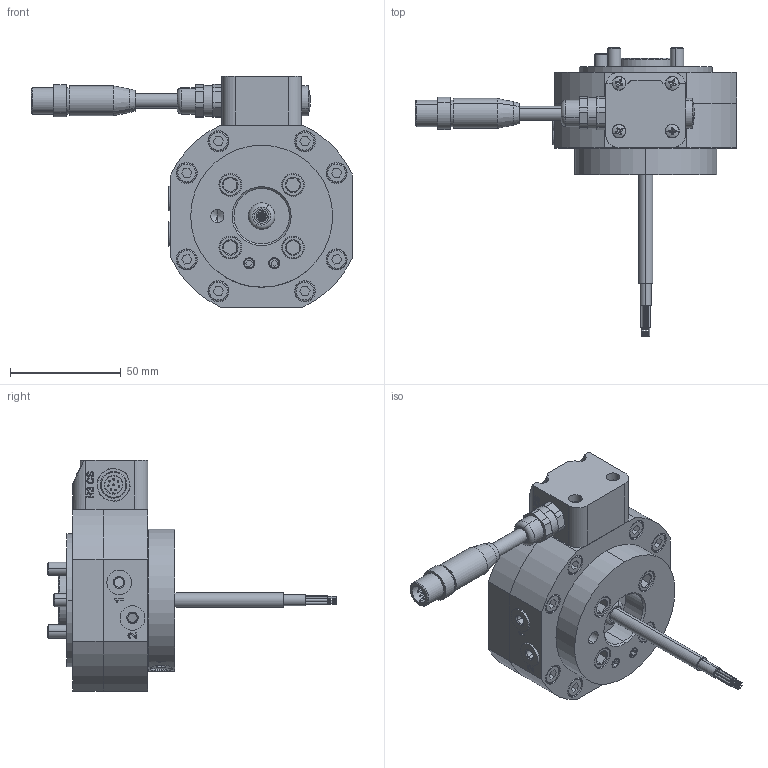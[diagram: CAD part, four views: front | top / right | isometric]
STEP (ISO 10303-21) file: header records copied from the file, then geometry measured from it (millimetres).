
FILE_DESCRIPTION (( 'STEP AP203' ), '1' );
FILE_NAME ('P0111A.STEP', '2018-12-06T14:42:13', ( '' ), ( '' ), 'SwSTEP 2.0', 'SolidWorks 2017', '' );
FILE_SCHEMA (( 'CONFIG_CONTROL_DESIGN' ));
Length unit declared in the file: millimetre
Products named in the file (1): P0111A
Bounding box: 144.8 x 130.3 x 104.2 mm (x, y, z)
Volume: 314557.3 mm3; surface area: 97240 mm2
Topology: 37 solids, 45 shells, 1272 faces, 2963 edges, 1892 vertices
Faces by surface type: plane 504, cylinder 457, cone 140, bspline 97, torus 64, sphere 10
Entity records: 41933 total; most frequent: CARTESIAN_POINT 12461, DIRECTION 6290, ORIENTED_EDGE 5906, EDGE_CURVE 2953, AXIS2_PLACEMENT_3D 2454, VERTEX_POINT 1892, EDGE_LOOP 1475, LINE 1382
